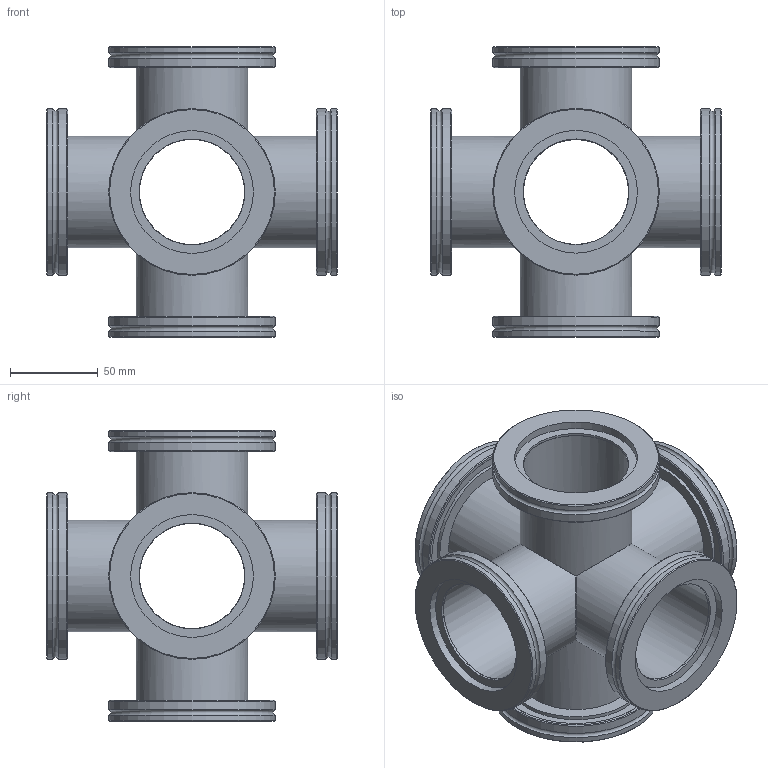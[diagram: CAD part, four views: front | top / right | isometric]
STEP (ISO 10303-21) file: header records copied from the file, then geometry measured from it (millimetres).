
FILE_DESCRIPTION(/* description */ (''),/* implementation_level */ '2;1');
FILE_NAME(/* name */ 'FL-6X63LF.stp',/* time_stamp */ '2019-02-06T16:08:36+00:00',/* author */ ('paul'),/* organization */ (''),/* preprocessor_version */ 'ST-DEVELOPER v17.2',/* originating_system */ 'Autodesk Inventor 2019',/* authorisation */ '');
FILE_SCHEMA (('AUTOMOTIVE_DESIGN { 1 0 10303 214 3 1 1 }'));
Length unit declared in the file: millimetre
Products named in the file (3): FL-5X40KF; FL-63LF-W; TUBE
Assembly tree (12 placements, depth 2):
  FL-5X40KF
    TUBE  x6
    FL-63LF-W  x6
Bounding box: 165.6 x 165.6 x 165.6 mm (x, y, z)
Volume: 339814.9 mm3; surface area: 213610 mm2
Topology: 12 solids, 12 shells, 144 faces, 372 edges, 270 vertices
Faces by surface type: plane 66, cylinder 54, cone 18, torus 6
Full cylindrical faces by diameter (mm): 60 x6, 60.2 x6, 63.5 x6, 63.7 x6, 70 x6, 78 x6, 90 x6, 95 x12
Entity records: 973 total; most frequent: DIRECTION 186, CARTESIAN_POINT 146, ORIENTED_EDGE 124, AXIS2_PLACEMENT_3D 85, EDGE_CURVE 62, VERTEX_POINT 45, CIRCLE 36, EDGE_LOOP 31
